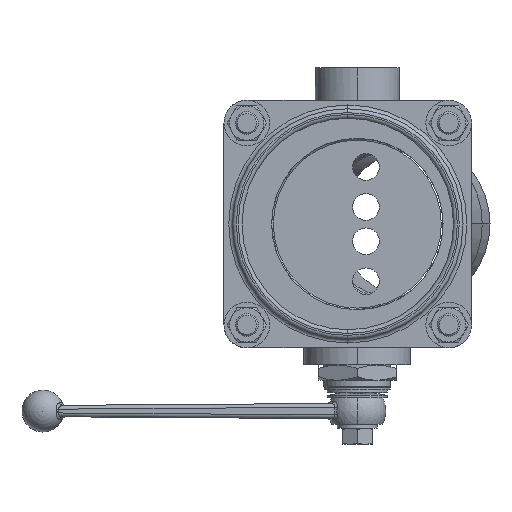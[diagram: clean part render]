
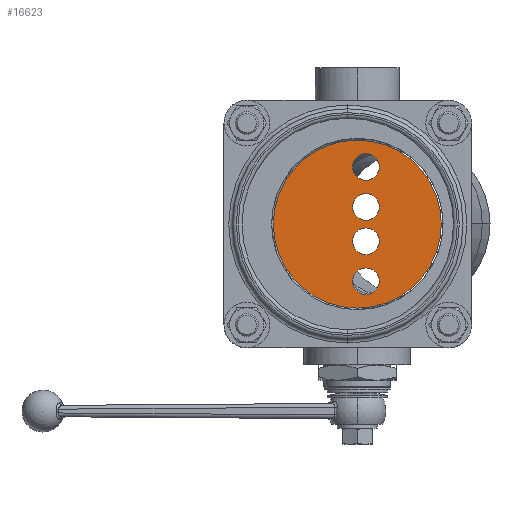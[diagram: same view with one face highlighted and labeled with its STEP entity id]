
A CAD part, left-side view. The second image highlights one B-rep face of the part: STEP entity #16623.
In plain terms, the highlighted planar face has unit normal (1, 0, 0).
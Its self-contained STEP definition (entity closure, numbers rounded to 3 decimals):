
#3265 = CARTESIAN_POINT ( 'NONE',  ( 42.775, -6.423, 38.097 ) ) ;
#3269 = PLANE ( 'NONE',  #3931 ) ;
#3278 = DIRECTION ( 'NONE',  ( -1., 0., 0. ) ) ;
#3279 = DIRECTION ( 'NONE',  ( 0., -1., 0. ) ) ;
#3931 = AXIS2_PLACEMENT_3D ( 'NONE', #3265, #3278, #3279 ) ;
#5025 = FACE_OUTER_BOUND ( 'NONE', #26258, .T. ) ;
#5028 = FACE_BOUND ( 'NONE', #26259, .T. ) ;
#5029 = FACE_BOUND ( 'NONE', #26260, .T. ) ;
#5033 = FACE_BOUND ( 'NONE', #26234, .T. ) ;
#5035 = FACE_BOUND ( 'NONE', #26261, .T. ) ;
#13766 = AXIS2_PLACEMENT_3D ( 'NONE', #44340, #44348, #44349 ) ;
#13775 = AXIS2_PLACEMENT_3D ( 'NONE', #44350, #44355, #44356 ) ;
#13777 = AXIS2_PLACEMENT_3D ( 'NONE', #44357, #44358, #44359 ) ;
#13778 = AXIS2_PLACEMENT_3D ( 'NONE', #44363, #44365, #44366 ) ;
#13779 = AXIS2_PLACEMENT_3D ( 'NONE', #44354, #44361, #44362 ) ;
#13780 = AXIS2_PLACEMENT_3D ( 'NONE', #44372, #44373, #44374 ) ;
#13781 = AXIS2_PLACEMENT_3D ( 'NONE', #44360, #44367, #44368 ) ;
#13782 = AXIS2_PLACEMENT_3D ( 'NONE', #44364, #44370, #44371 ) ;
#13783 = AXIS2_PLACEMENT_3D ( 'NONE', #44377, #44378, #44379 ) ;
#13784 = AXIS2_PLACEMENT_3D ( 'NONE', #44369, #44375, #44376 ) ;
#16623 = ADVANCED_FACE ( 'NONE', ( #5033, #5035, #5029, #5028, #5025 ), #3269, .F. ) ;
#24924 = VERTEX_POINT ( 'NONE', #43470 ) ;
#24931 = VERTEX_POINT ( 'NONE', #43473 ) ;
#24938 = VERTEX_POINT ( 'NONE', #43476 ) ;
#24943 = VERTEX_POINT ( 'NONE', #43479 ) ;
#24945 = VERTEX_POINT ( 'NONE', #43480 ) ;
#24947 = VERTEX_POINT ( 'NONE', #43481 ) ;
#24951 = VERTEX_POINT ( 'NONE', #43483 ) ;
#24953 = VERTEX_POINT ( 'NONE', #43484 ) ;
#25012 = VERTEX_POINT ( 'NONE', #43507 ) ;
#25014 = VERTEX_POINT ( 'NONE', #43508 ) ;
#26234 = EDGE_LOOP ( 'NONE', ( #30603, #30601 ) ) ;
#26258 = EDGE_LOOP ( 'NONE', ( #30617, #30619 ) ) ;
#26259 = EDGE_LOOP ( 'NONE', ( #30612, #30615 ) ) ;
#26260 = EDGE_LOOP ( 'NONE', ( #30608, #30610 ) ) ;
#26261 = EDGE_LOOP ( 'NONE', ( #30604, #30606 ) ) ;
#30601 = ORIENTED_EDGE ( 'NONE', *, *, #31161, .T. ) ;
#30603 = ORIENTED_EDGE ( 'NONE', *, *, #31156, .T. ) ;
#30604 = ORIENTED_EDGE ( 'NONE', *, *, #31152, .T. ) ;
#30606 = ORIENTED_EDGE ( 'NONE', *, *, #31159, .T. ) ;
#30608 = ORIENTED_EDGE ( 'NONE', *, *, #31145, .T. ) ;
#30610 = ORIENTED_EDGE ( 'NONE', *, *, #31154, .T. ) ;
#30612 = ORIENTED_EDGE ( 'NONE', *, *, #31164, .T. ) ;
#30615 = ORIENTED_EDGE ( 'NONE', *, *, #31166, .T. ) ;
#30617 = ORIENTED_EDGE ( 'NONE', *, *, #31168, .T. ) ;
#30619 = ORIENTED_EDGE ( 'NONE', *, *, #31171, .T. ) ;
#31145 = EDGE_CURVE ( 'NONE', #24943, #24938, #41367, .T. ) ;
#31152 = EDGE_CURVE ( 'NONE', #24947, #24945, #41370, .T. ) ;
#31154 = EDGE_CURVE ( 'NONE', #24938, #24943, #41371, .T. ) ;
#31156 = EDGE_CURVE ( 'NONE', #24953, #24951, #41372, .T. ) ;
#31159 = EDGE_CURVE ( 'NONE', #24945, #24947, #41373, .T. ) ;
#31161 = EDGE_CURVE ( 'NONE', #24951, #24953, #41374, .T. ) ;
#31164 = EDGE_CURVE ( 'NONE', #24931, #24924, #41375, .T. ) ;
#31166 = EDGE_CURVE ( 'NONE', #24924, #24931, #41377, .T. ) ;
#31168 = EDGE_CURVE ( 'NONE', #25014, #25012, #41378, .T. ) ;
#31171 = EDGE_CURVE ( 'NONE', #25012, #25014, #41379, .T. ) ;
#41367 = CIRCLE ( 'NONE', #13766, 7. ) ;
#41370 = CIRCLE ( 'NONE', #13775, 7. ) ;
#41371 = CIRCLE ( 'NONE', #13777, 7. ) ;
#41372 = CIRCLE ( 'NONE', #13779, 7. ) ;
#41373 = CIRCLE ( 'NONE', #13778, 7. ) ;
#41374 = CIRCLE ( 'NONE', #13781, 7. ) ;
#41375 = CIRCLE ( 'NONE', #13782, 7. ) ;
#41377 = CIRCLE ( 'NONE', #13780, 7. ) ;
#41378 = CIRCLE ( 'NONE', #13784, 44.1 ) ;
#41379 = CIRCLE ( 'NONE', #13783, 44.1 ) ;
#43470 = CARTESIAN_POINT ( 'NONE',  ( 42.775, -3.923, 23.597 ) ) ;
#43473 = CARTESIAN_POINT ( 'NONE',  ( 42.775, -17.923, 23.597 ) ) ;
#43476 = CARTESIAN_POINT ( 'NONE',  ( 42.775, -3.923, 2.597 ) ) ;
#43479 = CARTESIAN_POINT ( 'NONE',  ( 42.775, -17.923, 2.597 ) ) ;
#43480 = CARTESIAN_POINT ( 'NONE',  ( 42.775, -3.923, -15.403 ) ) ;
#43481 = CARTESIAN_POINT ( 'NONE',  ( 42.775, -17.923, -15.403 ) ) ;
#43483 = CARTESIAN_POINT ( 'NONE',  ( 42.775, -3.923, -36.403 ) ) ;
#43484 = CARTESIAN_POINT ( 'NONE',  ( 42.775, -17.923, -36.403 ) ) ;
#43507 = CARTESIAN_POINT ( 'NONE',  ( 42.775, 37.677, -6.403 ) ) ;
#43508 = CARTESIAN_POINT ( 'NONE',  ( 42.775, -50.523, -6.403 ) ) ;
#44340 = CARTESIAN_POINT ( 'NONE',  ( 42.775, -10.923, 2.597 ) ) ;
#44348 = DIRECTION ( 'NONE',  ( -1., 0., 0. ) ) ;
#44349 = DIRECTION ( 'NONE',  ( 0., -1., 0. ) ) ;
#44350 = CARTESIAN_POINT ( 'NONE',  ( 42.775, -10.923, -15.403 ) ) ;
#44354 = CARTESIAN_POINT ( 'NONE',  ( 42.775, -10.923, -36.403 ) ) ;
#44355 = DIRECTION ( 'NONE',  ( -1., 0., 0. ) ) ;
#44356 = DIRECTION ( 'NONE',  ( 0., -1., 0. ) ) ;
#44357 = CARTESIAN_POINT ( 'NONE',  ( 42.775, -10.923, 2.597 ) ) ;
#44358 = DIRECTION ( 'NONE',  ( -1., 0., 0. ) ) ;
#44359 = DIRECTION ( 'NONE',  ( 0., -1., 0. ) ) ;
#44360 = CARTESIAN_POINT ( 'NONE',  ( 42.775, -10.923, -36.403 ) ) ;
#44361 = DIRECTION ( 'NONE',  ( -1., 0., 0. ) ) ;
#44362 = DIRECTION ( 'NONE',  ( 0., -1., 0. ) ) ;
#44363 = CARTESIAN_POINT ( 'NONE',  ( 42.775, -10.923, -15.403 ) ) ;
#44364 = CARTESIAN_POINT ( 'NONE',  ( 42.775, -10.923, 23.597 ) ) ;
#44365 = DIRECTION ( 'NONE',  ( -1., 0., 0. ) ) ;
#44366 = DIRECTION ( 'NONE',  ( 0., -1., 0. ) ) ;
#44367 = DIRECTION ( 'NONE',  ( -1., 0., 0. ) ) ;
#44368 = DIRECTION ( 'NONE',  ( 0., -1., 0. ) ) ;
#44369 = CARTESIAN_POINT ( 'NONE',  ( 42.775, -6.423, -6.403 ) ) ;
#44370 = DIRECTION ( 'NONE',  ( -1., 0., 0. ) ) ;
#44371 = DIRECTION ( 'NONE',  ( 0., -1., 0. ) ) ;
#44372 = CARTESIAN_POINT ( 'NONE',  ( 42.775, -10.923, 23.597 ) ) ;
#44373 = DIRECTION ( 'NONE',  ( -1., 0., 0. ) ) ;
#44374 = DIRECTION ( 'NONE',  ( 0., -1., 0. ) ) ;
#44375 = DIRECTION ( 'NONE',  ( 1., 0., 0. ) ) ;
#44376 = DIRECTION ( 'NONE',  ( 0., -1., 0. ) ) ;
#44377 = CARTESIAN_POINT ( 'NONE',  ( 42.775, -6.423, -6.403 ) ) ;
#44378 = DIRECTION ( 'NONE',  ( 1., 0., 0. ) ) ;
#44379 = DIRECTION ( 'NONE',  ( 0., -1., 0. ) ) ;
